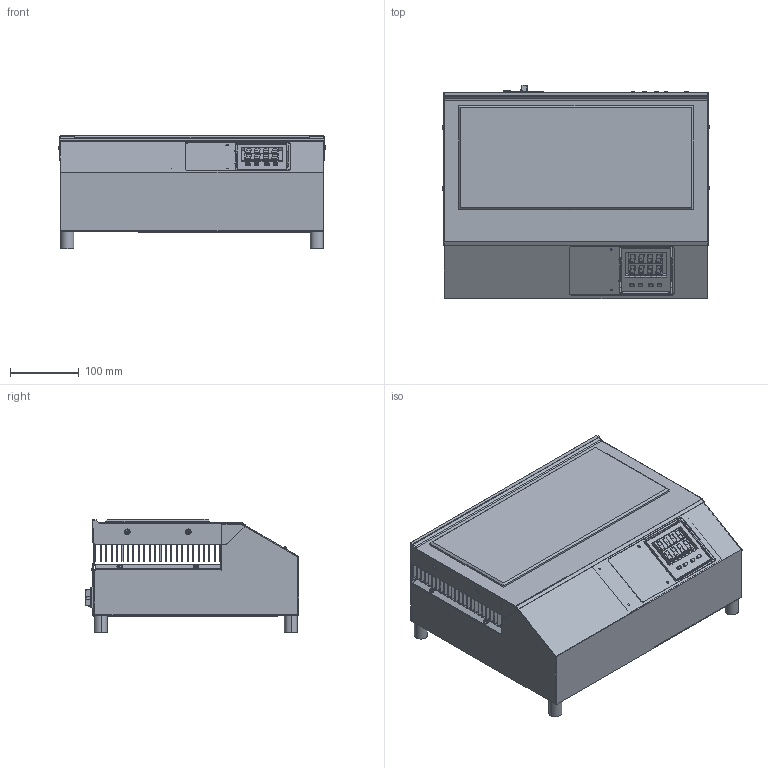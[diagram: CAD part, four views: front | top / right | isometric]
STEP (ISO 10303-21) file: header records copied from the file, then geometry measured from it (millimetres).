
FILE_DESCRIPTION (( 'STEP AP203' ), '1' );
FILE_NAME ('AHP-1200CPV 2nd gen.STEP', '2015-06-12T13:26:22', ( '' ), ( '' ), 'SwSTEP 2.0', 'SolidWorks 2015', '' );
FILE_SCHEMA (( 'CONFIG_CONTROL_DESIGN' ));
Products named in the file (1): AHP-1200CPV 2nd gen
Bounding box: 389.85 x 310.99 x 165.34 mm (x, y, z)
Surface area: 1600158.8 mm2 (no closed solid volume)
Topology: 0 solids, 128 shells, 2785 faces, 10727 edges, 7912 vertices
Faces by surface type: plane 1463, cylinder 1144, cone 60, bspline 56, sphere 40, torus 22
Entity records: 119554 total; most frequent: CARTESIAN_POINT 30025, DIRECTION 18713, ORIENTED_EDGE 16194, EDGE_CURVE 10724, VERTEX_POINT 7912, LINE 6357, VECTOR 6357, AXIS2_PLACEMENT_3D 6178
